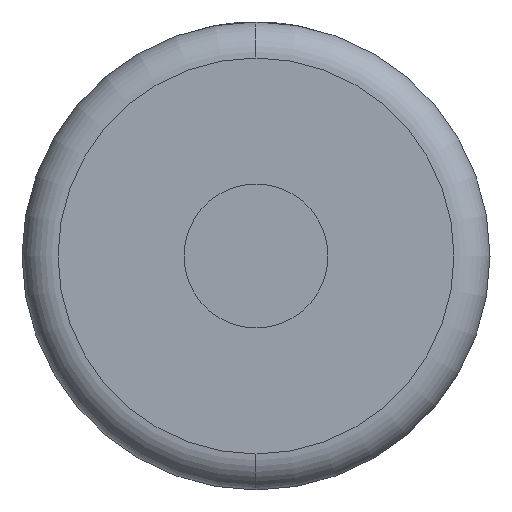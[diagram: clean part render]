
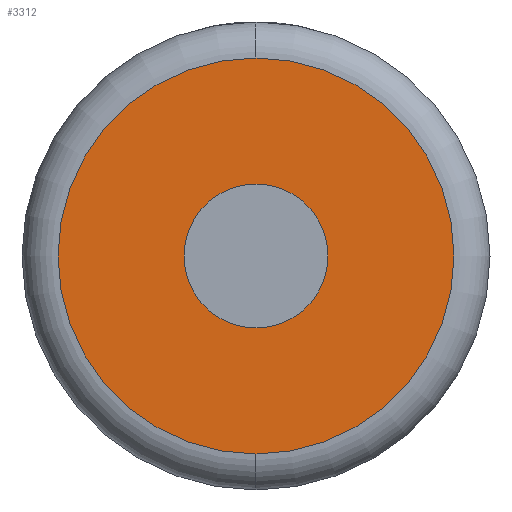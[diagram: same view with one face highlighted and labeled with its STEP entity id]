
A CAD part, left-side view. The second image highlights one B-rep face of the part: STEP entity #3312.
In plain terms, the highlighted planar face has unit normal (-1, 0, 0).
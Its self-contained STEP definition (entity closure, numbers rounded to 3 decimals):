
#3 = AXIS2_PLACEMENT_3D ( 'NONE', #4124, #1534, #5090 ) ;
#103 = VERTEX_POINT ( 'NONE', #3139 ) ;
#141 = AXIS2_PLACEMENT_3D ( 'NONE', #619, #4679, #1640 ) ;
#594 = EDGE_LOOP ( 'NONE', ( #3535, #3753 ) ) ;
#619 = CARTESIAN_POINT ( 'NONE',  ( 0., 0., 0. ) ) ;
#1078 = CARTESIAN_POINT ( 'NONE',  ( 0., 0., -11. ) ) ;
#1342 = FACE_OUTER_BOUND ( 'NONE', #594, .T. ) ;
#1399 = ORIENTED_EDGE ( 'NONE', *, *, #5054, .F. ) ;
#1534 = DIRECTION ( 'NONE',  ( -1., 0., 0. ) ) ;
#1640 = DIRECTION ( 'NONE',  ( 0., 0., -1. ) ) ;
#1985 = CIRCLE ( 'NONE', #3, 11. ) ;
#2074 = DIRECTION ( 'NONE',  ( -1., 0., 0. ) ) ;
#2591 = DIRECTION ( 'NONE',  ( 0., 0., -1. ) ) ;
#2613 = CARTESIAN_POINT ( 'NONE',  ( 0., 0., 0. ) ) ;
#2938 = VERTEX_POINT ( 'NONE', #1078 ) ;
#3139 = CARTESIAN_POINT ( 'NONE',  ( 0., 0., 11. ) ) ;
#3159 = CARTESIAN_POINT ( 'NONE',  ( 0., 0., -4. ) ) ;
#3312 = ADVANCED_FACE ( 'NONE', ( #1342, #6258 ), #3524, .F. ) ;
#3517 = CIRCLE ( 'NONE', #141, 4. ) ;
#3524 = PLANE ( 'NONE',  #5405 ) ;
#3535 = ORIENTED_EDGE ( 'NONE', *, *, #4168, .T. ) ;
#3693 = CARTESIAN_POINT ( 'NONE',  ( 0., 0., 0. ) ) ;
#3721 = CIRCLE ( 'NONE', #4704, 4. ) ;
#3753 = ORIENTED_EDGE ( 'NONE', *, *, #6399, .T. ) ;
#3891 = AXIS2_PLACEMENT_3D ( 'NONE', #2613, #2074, #2591 ) ;
#3901 = CARTESIAN_POINT ( 'NONE',  ( 0., 0., 4. ) ) ;
#4124 = CARTESIAN_POINT ( 'NONE',  ( 0., 0., 0. ) ) ;
#4168 = EDGE_CURVE ( 'NONE', #2938, #103, #1985, .T. ) ;
#4190 = DIRECTION ( 'NONE',  ( 0., 0., -1. ) ) ;
#4360 = ORIENTED_EDGE ( 'NONE', *, *, #6526, .F. ) ;
#4611 = DIRECTION ( 'NONE',  ( 0., 0., -1. ) ) ;
#4679 = DIRECTION ( 'NONE',  ( -1., 0., 0. ) ) ;
#4704 = AXIS2_PLACEMENT_3D ( 'NONE', #3693, #6247, #4190 ) ;
#4836 = VERTEX_POINT ( 'NONE', #3901 ) ;
#5054 = EDGE_CURVE ( 'NONE', #4836, #5607, #3517, .T. ) ;
#5090 = DIRECTION ( 'NONE',  ( 0., 0., -1. ) ) ;
#5139 = CARTESIAN_POINT ( 'NONE',  ( 0., 0., 0. ) ) ;
#5405 = AXIS2_PLACEMENT_3D ( 'NONE', #5139, #5588, #4611 ) ;
#5588 = DIRECTION ( 'NONE',  ( 1., 0., 0. ) ) ;
#5607 = VERTEX_POINT ( 'NONE', #3159 ) ;
#5931 = EDGE_LOOP ( 'NONE', ( #4360, #1399 ) ) ;
#6100 = CIRCLE ( 'NONE', #3891, 11. ) ;
#6247 = DIRECTION ( 'NONE',  ( -1., 0., 0. ) ) ;
#6258 = FACE_BOUND ( 'NONE', #5931, .T. ) ;
#6399 = EDGE_CURVE ( 'NONE', #103, #2938, #6100, .T. ) ;
#6526 = EDGE_CURVE ( 'NONE', #5607, #4836, #3721, .T. ) ;
